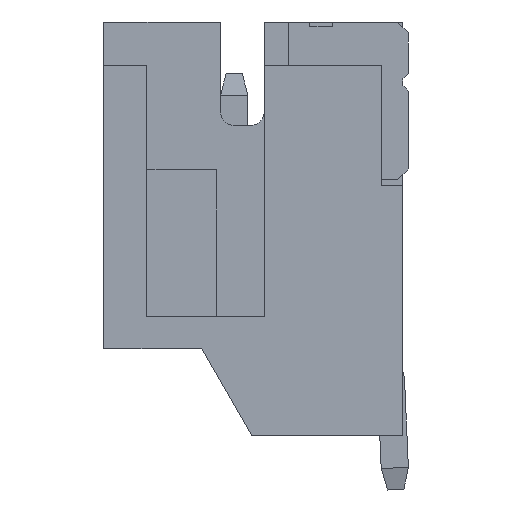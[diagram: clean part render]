
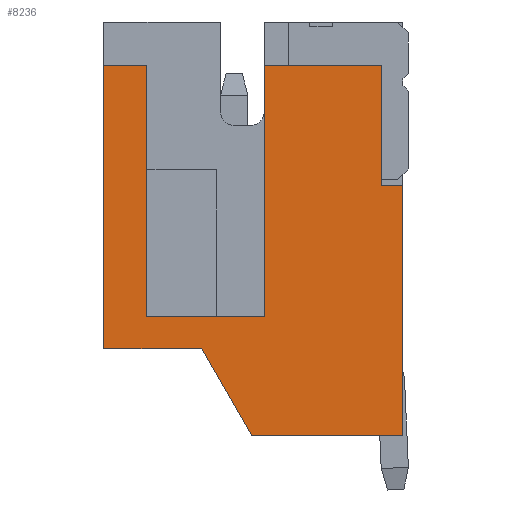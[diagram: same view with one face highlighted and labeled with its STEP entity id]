
A CAD part, left-side view. The second image highlights one B-rep face of the part: STEP entity #8236.
In plain terms, the highlighted planar face has unit normal (-1, 0, 0).
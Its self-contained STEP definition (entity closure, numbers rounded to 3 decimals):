
#56 = DIRECTION ( 'NONE',  ( 0., 0.5, 0.866 ) ) ;
#186 = CARTESIAN_POINT ( 'NONE',  ( -3.95, 2.55, 0. ) ) ;
#205 = CARTESIAN_POINT ( 'NONE',  ( -3.95, 5.5, 0. ) ) ;
#283 = CARTESIAN_POINT ( 'NONE',  ( -3.95, 5.5, 0. ) ) ;
#328 = LINE ( 'NONE', #5894, #10500 ) ;
#359 = ORIENTED_EDGE ( 'NONE', *, *, #10790, .F. ) ;
#375 = LINE ( 'NONE', #9084, #3726 ) ;
#412 = DIRECTION ( 'NONE',  ( 0., 0., 1. ) ) ;
#490 = DIRECTION ( 'NONE',  ( 0., 0., -1. ) ) ;
#499 = CARTESIAN_POINT ( 'NONE',  ( -3.95, 5.5, -6. ) ) ;
#775 = ORIENTED_EDGE ( 'NONE', *, *, #5443, .F. ) ;
#881 = ORIENTED_EDGE ( 'NONE', *, *, #3783, .F. ) ;
#1028 = VERTEX_POINT ( 'NONE', #2320 ) ;
#1116 = VERTEX_POINT ( 'NONE', #2385 ) ;
#1329 = CARTESIAN_POINT ( 'NONE',  ( -3.95, 0.4, -0.8 ) ) ;
#1356 = DIRECTION ( 'NONE',  ( 0., -1., 0. ) ) ;
#1431 = LINE ( 'NONE', #5124, #10852 ) ;
#1755 = EDGE_CURVE ( 'NONE', #4645, #9029, #2159, .T. ) ;
#1937 = ORIENTED_EDGE ( 'NONE', *, *, #3637, .T. ) ;
#2159 = LINE ( 'NONE', #8606, #2551 ) ;
#2247 = CARTESIAN_POINT ( 'NONE',  ( -3.95, 0., -7.6 ) ) ;
#2318 = VERTEX_POINT ( 'NONE', #7928 ) ;
#2320 = CARTESIAN_POINT ( 'NONE',  ( -3.95, 0., -3. ) ) ;
#2385 = CARTESIAN_POINT ( 'NONE',  ( -3.95, 5.5, -0.8 ) ) ;
#2544 = CARTESIAN_POINT ( 'NONE',  ( -3.95, 4.705, -0.8 ) ) ;
#2551 = VECTOR ( 'NONE', #11307, 1000. ) ;
#2658 = VERTEX_POINT ( 'NONE', #499 ) ;
#3258 = CARTESIAN_POINT ( 'NONE',  ( -3.95, 0., -7.6 ) ) ;
#3274 = EDGE_CURVE ( 'NONE', #2658, #10371, #10629, .T. ) ;
#3637 = EDGE_CURVE ( 'NONE', #4645, #6551, #6477, .T. ) ;
#3719 = AXIS2_PLACEMENT_3D ( 'NONE', #205, #9407, #8532 ) ;
#3726 = VECTOR ( 'NONE', #6343, 1000. ) ;
#3783 = EDGE_CURVE ( 'NONE', #9029, #4891, #375, .T. ) ;
#3879 = EDGE_CURVE ( 'NONE', #6551, #2318, #6281, .T. ) ;
#4007 = PLANE ( 'NONE',  #3719 ) ;
#4270 = CARTESIAN_POINT ( 'NONE',  ( -3.95, 5.5, -0.8 ) ) ;
#4434 = LINE ( 'NONE', #4270, #5493 ) ;
#4526 = VECTOR ( 'NONE', #56, 1000. ) ;
#4645 = VERTEX_POINT ( 'NONE', #10518 ) ;
#4713 = VECTOR ( 'NONE', #11588, 1000. ) ;
#4835 = CARTESIAN_POINT ( 'NONE',  ( -3.95, 2.776, -7.6 ) ) ;
#4891 = VERTEX_POINT ( 'NONE', #9216 ) ;
#4944 = DIRECTION ( 'NONE',  ( 0., 1., 0. ) ) ;
#5016 = CARTESIAN_POINT ( 'NONE',  ( -3.95, 4.705, -0.8 ) ) ;
#5117 = VECTOR ( 'NONE', #490, 1000. ) ;
#5124 = CARTESIAN_POINT ( 'NONE',  ( -3.95, 5.5, -7.6 ) ) ;
#5443 = EDGE_CURVE ( 'NONE', #7077, #10371, #8318, .T. ) ;
#5493 = VECTOR ( 'NONE', #9840, 1000. ) ;
#5894 = CARTESIAN_POINT ( 'NONE',  ( -3.95, 5.5, -3. ) ) ;
#5920 = LINE ( 'NONE', #5016, #10631 ) ;
#6281 = LINE ( 'NONE', #8918, #10471 ) ;
#6343 = DIRECTION ( 'NONE',  ( 0., 0., -1. ) ) ;
#6477 = LINE ( 'NONE', #186, #7807 ) ;
#6551 = VERTEX_POINT ( 'NONE', #7304 ) ;
#6705 = EDGE_CURVE ( 'NONE', #1028, #10223, #10609, .T. ) ;
#7077 = VERTEX_POINT ( 'NONE', #8616 ) ;
#7112 = EDGE_CURVE ( 'NONE', #2318, #7678, #5920, .T. ) ;
#7304 = CARTESIAN_POINT ( 'NONE',  ( -3.95, 2.55, -5.415 ) ) ;
#7468 = ORIENTED_EDGE ( 'NONE', *, *, #3879, .T. ) ;
#7678 = VERTEX_POINT ( 'NONE', #2544 ) ;
#7807 = VECTOR ( 'NONE', #10128, 1000. ) ;
#7928 = CARTESIAN_POINT ( 'NONE',  ( -3.95, 4.705, -5.415 ) ) ;
#7938 = VECTOR ( 'NONE', #8544, 1000. ) ;
#8236 = ADVANCED_FACE ( 'NONE', ( #10261 ), #4007, .F. ) ;
#8292 = ORIENTED_EDGE ( 'NONE', *, *, #3274, .T. ) ;
#8318 = LINE ( 'NONE', #4835, #4526 ) ;
#8532 = DIRECTION ( 'NONE',  ( 0., 0., -1. ) ) ;
#8544 = DIRECTION ( 'NONE',  ( 0., 0., 1. ) ) ;
#8606 = CARTESIAN_POINT ( 'NONE',  ( -3.95, 5.5, -0.8 ) ) ;
#8616 = CARTESIAN_POINT ( 'NONE',  ( -3.95, 2.776, -7.6 ) ) ;
#8918 = CARTESIAN_POINT ( 'NONE',  ( -3.95, 4.705, -5.415 ) ) ;
#8973 = EDGE_LOOP ( 'NONE', ( #1937, #7468, #9832, #359, #9904, #8292, #775, #10145, #10062, #10638, #881, #9266 ) ) ;
#9029 = VERTEX_POINT ( 'NONE', #1329 ) ;
#9084 = CARTESIAN_POINT ( 'NONE',  ( -3.95, 0.4, 0. ) ) ;
#9216 = CARTESIAN_POINT ( 'NONE',  ( -3.95, 0.4, -3. ) ) ;
#9266 = ORIENTED_EDGE ( 'NONE', *, *, #1755, .F. ) ;
#9407 = DIRECTION ( 'NONE',  ( 1., 0., 0. ) ) ;
#9419 = LINE ( 'NONE', #283, #7938 ) ;
#9832 = ORIENTED_EDGE ( 'NONE', *, *, #7112, .T. ) ;
#9840 = DIRECTION ( 'NONE',  ( 0., -1., 0. ) ) ;
#9869 = DIRECTION ( 'NONE',  ( 0., 1., 0. ) ) ;
#9904 = ORIENTED_EDGE ( 'NONE', *, *, #11658, .F. ) ;
#9968 = CARTESIAN_POINT ( 'NONE',  ( -3.95, 3.7, -6. ) ) ;
#10062 = ORIENTED_EDGE ( 'NONE', *, *, #6705, .F. ) ;
#10128 = DIRECTION ( 'NONE',  ( 0., 0., -1. ) ) ;
#10145 = ORIENTED_EDGE ( 'NONE', *, *, #10704, .F. ) ;
#10223 = VERTEX_POINT ( 'NONE', #3258 ) ;
#10261 = FACE_OUTER_BOUND ( 'NONE', #8973, .T. ) ;
#10371 = VERTEX_POINT ( 'NONE', #9968 ) ;
#10471 = VECTOR ( 'NONE', #9869, 1000. ) ;
#10500 = VECTOR ( 'NONE', #1356, 1000. ) ;
#10518 = CARTESIAN_POINT ( 'NONE',  ( -3.95, 2.55, -0.8 ) ) ;
#10609 = LINE ( 'NONE', #2247, #5117 ) ;
#10629 = LINE ( 'NONE', #11473, #4713 ) ;
#10631 = VECTOR ( 'NONE', #412, 1000. ) ;
#10638 = ORIENTED_EDGE ( 'NONE', *, *, #11024, .F. ) ;
#10704 = EDGE_CURVE ( 'NONE', #10223, #7077, #1431, .T. ) ;
#10790 = EDGE_CURVE ( 'NONE', #1116, #7678, #4434, .T. ) ;
#10852 = VECTOR ( 'NONE', #4944, 1000. ) ;
#11024 = EDGE_CURVE ( 'NONE', #4891, #1028, #328, .T. ) ;
#11307 = DIRECTION ( 'NONE',  ( 0., -1., 0. ) ) ;
#11473 = CARTESIAN_POINT ( 'NONE',  ( -3.95, 3.7, -6. ) ) ;
#11588 = DIRECTION ( 'NONE',  ( 0., -1., 0. ) ) ;
#11658 = EDGE_CURVE ( 'NONE', #2658, #1116, #9419, .T. ) ;
